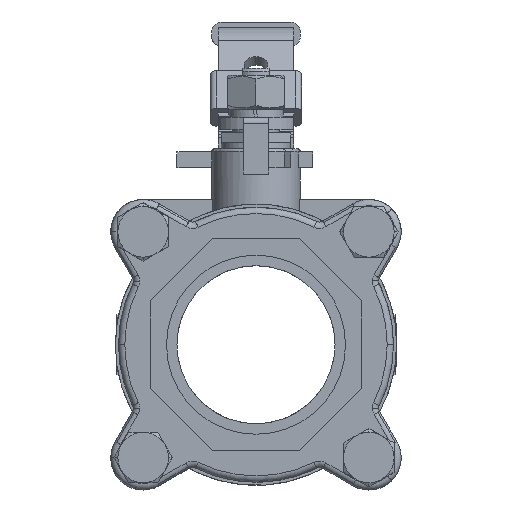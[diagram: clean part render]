
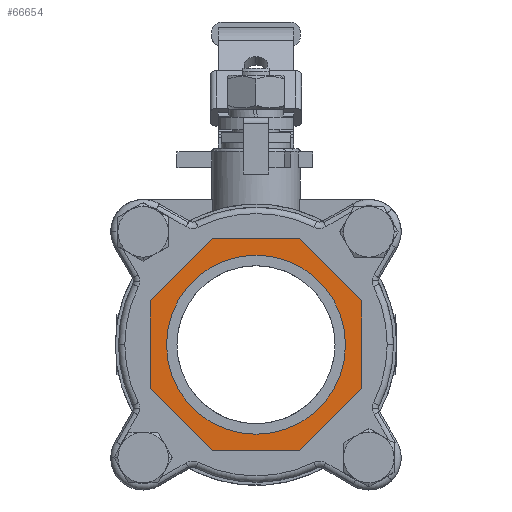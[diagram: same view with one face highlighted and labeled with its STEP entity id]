
A CAD part, left-side view. The second image highlights one B-rep face of the part: STEP entity #66654.
In plain terms, the highlighted planar face has unit normal (-1, 0, 0).
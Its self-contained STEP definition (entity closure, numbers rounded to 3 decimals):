
#56393=CARTESIAN_POINT('',(-62.3,28.328,0.));
#56394=VERTEX_POINT('',#56393);
#56403=CARTESIAN_POINT('',(-62.3,-28.328,0.));
#56404=VERTEX_POINT('',#56403);
#56405=CARTESIAN_POINT('',(-62.3,0.,0.));
#56406=DIRECTION('',(1.,-0.,-0.));
#56407=DIRECTION('',(0.,1.,0.));
#56408=AXIS2_PLACEMENT_3D('',#56405,#56406,#56407);
#56409=CIRCLE('',#56408,28.328);
#56410=EDGE_CURVE('',#56404,#56394,#56409,.T.);
#66443=CARTESIAN_POINT('',(-62.3,33.5,13.876));
#66444=VERTEX_POINT('',#66443);
#66451=CARTESIAN_POINT('',(-62.3,13.876,33.5));
#66452=VERTEX_POINT('',#66451);
#66453=CARTESIAN_POINT('',(-62.3,13.876,33.5));
#66454=DIRECTION('',(0.,0.707,-0.707));
#66455=VECTOR('',#66454,27.752);
#66456=LINE('',#66453,#66455);
#66457=EDGE_CURVE('',#66452,#66444,#66456,.T.);
#66475=CARTESIAN_POINT('',(-62.3,-13.876,33.5));
#66476=VERTEX_POINT('',#66475);
#66477=CARTESIAN_POINT('',(-62.3,-13.876,33.5));
#66478=DIRECTION('',(0.,1.,0.));
#66479=VECTOR('',#66478,27.752);
#66480=LINE('',#66477,#66479);
#66481=EDGE_CURVE('',#66476,#66452,#66480,.T.);
#66499=CARTESIAN_POINT('',(-62.3,-33.5,13.876));
#66500=VERTEX_POINT('',#66499);
#66501=CARTESIAN_POINT('',(-62.3,-33.5,13.876));
#66502=DIRECTION('',(0.,0.707,0.707));
#66503=VECTOR('',#66502,27.752);
#66504=LINE('',#66501,#66503);
#66505=EDGE_CURVE('',#66500,#66476,#66504,.T.);
#66523=CARTESIAN_POINT('',(-62.3,-33.5,-13.876));
#66524=VERTEX_POINT('',#66523);
#66525=CARTESIAN_POINT('',(-62.3,-33.5,-13.876));
#66526=DIRECTION('',(0.,-0.,1.));
#66527=VECTOR('',#66526,27.752);
#66528=LINE('',#66525,#66527);
#66529=EDGE_CURVE('',#66524,#66500,#66528,.T.);
#66547=CARTESIAN_POINT('',(-62.3,-13.876,-33.5));
#66548=VERTEX_POINT('',#66547);
#66549=CARTESIAN_POINT('',(-62.3,-13.876,-33.5));
#66550=DIRECTION('',(-0.,-0.707,0.707));
#66551=VECTOR('',#66550,27.752);
#66552=LINE('',#66549,#66551);
#66553=EDGE_CURVE('',#66548,#66524,#66552,.T.);
#66571=CARTESIAN_POINT('',(-62.3,13.876,-33.5));
#66572=VERTEX_POINT('',#66571);
#66573=CARTESIAN_POINT('',(-62.3,13.876,-33.5));
#66574=DIRECTION('',(-0.,-1.,0.));
#66575=VECTOR('',#66574,27.752);
#66576=LINE('',#66573,#66575);
#66577=EDGE_CURVE('',#66572,#66548,#66576,.T.);
#66595=CARTESIAN_POINT('',(-62.3,33.5,-13.876));
#66596=VERTEX_POINT('',#66595);
#66597=CARTESIAN_POINT('',(-62.3,33.5,-13.876));
#66598=DIRECTION('',(-0.,-0.707,-0.707));
#66599=VECTOR('',#66598,27.752);
#66600=LINE('',#66597,#66599);
#66601=EDGE_CURVE('',#66596,#66572,#66600,.T.);
#66619=CARTESIAN_POINT('',(-62.3,33.5,13.876));
#66620=DIRECTION('',(-0.,0.,-1.));
#66621=VECTOR('',#66620,27.752);
#66622=LINE('',#66619,#66621);
#66623=EDGE_CURVE('',#66444,#66596,#66622,.T.);
#66629=CARTESIAN_POINT('',(-62.3,0.,0.));
#66630=DIRECTION('',(-1.,0.,0.));
#66631=DIRECTION('',(0.,1.,0.));
#66632=AXIS2_PLACEMENT_3D('',#66629,#66630,#66631);
#66633=PLANE('',#66632);
#66634=ORIENTED_EDGE('',*,*,#66623,.T.);
#66635=ORIENTED_EDGE('',*,*,#66601,.T.);
#66636=ORIENTED_EDGE('',*,*,#66577,.T.);
#66637=ORIENTED_EDGE('',*,*,#66553,.T.);
#66638=ORIENTED_EDGE('',*,*,#66529,.T.);
#66639=ORIENTED_EDGE('',*,*,#66505,.T.);
#66640=ORIENTED_EDGE('',*,*,#66481,.T.);
#66641=ORIENTED_EDGE('',*,*,#66457,.T.);
#66642=EDGE_LOOP('',(#66634,#66635,#66636,#66637,#66638,#66639,#66640,#66641));
#66643=FACE_BOUND('',#66642,.T.);
#66644=CARTESIAN_POINT('',(-62.3,0.,0.));
#66645=DIRECTION('',(1.,-0.,-0.));
#66646=DIRECTION('',(0.,1.,0.));
#66647=AXIS2_PLACEMENT_3D('',#66644,#66645,#66646);
#66648=CIRCLE('',#66647,28.328);
#66649=EDGE_CURVE('',#56394,#56404,#66648,.T.);
#66650=ORIENTED_EDGE('',*,*,#66649,.T.);
#66651=ORIENTED_EDGE('',*,*,#56410,.T.);
#66652=EDGE_LOOP('',(#66650,#66651));
#66653=FACE_BOUND('',#66652,.T.);
#66654=ADVANCED_FACE('',(#66643,#66653),#66633,.T.);
